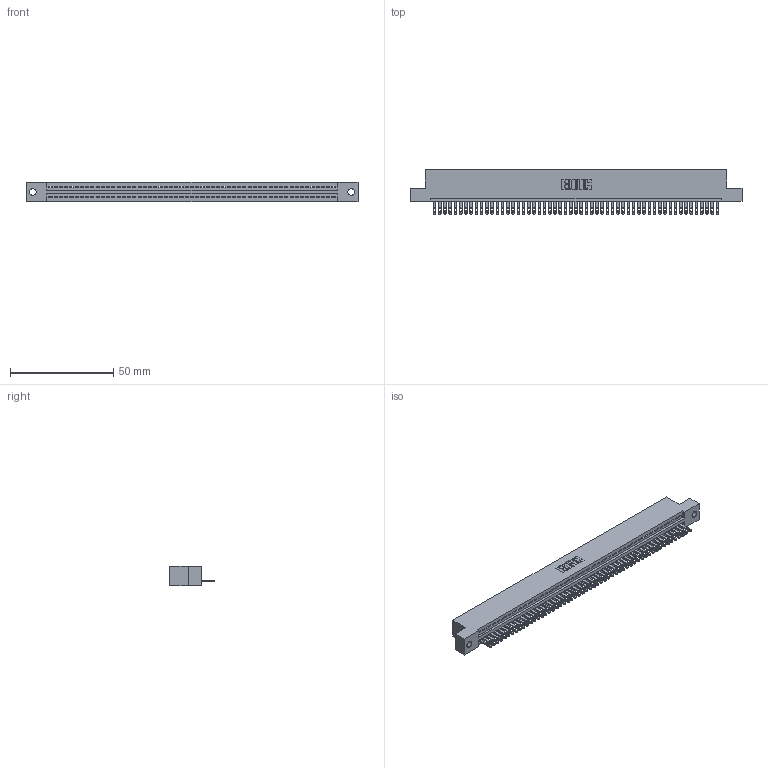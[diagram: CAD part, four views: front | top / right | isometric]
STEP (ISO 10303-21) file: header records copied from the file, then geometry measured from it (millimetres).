
FILE_DESCRIPTION (( 'STEP AP203' ), '1' );
FILE_NAME ('345-055-500-102.STEP', '2019-10-10T01:16:48', ( '' ), ( '' ), 'SwSTEP 2.0', 'SolidWorks 2016', '' );
FILE_SCHEMA (( 'CONFIG_CONTROL_DESIGN' ));
Length unit declared in the file: inch
Products named in the file (3): 345-055-500-102; 345-292-001_345-293-100; 345 Part_Flush Mounting Lugs - 0.128 Dia
Assembly tree (56 placements, depth 2):
  345-055-500-102
    345 Part_Flush Mounting Lugs - 0.128 Dia
    345-292-001_345-293-100  x55
Bounding box: 160.91 x 21.51 x 9.4 mm (x, y, z)
Volume: 15387.1 mm3; surface area: 20476.8 mm2
Topology: 56 solids, 56 shells, 3096 faces, 9581 edges, 6386 vertices
Faces by surface type: plane 1950, cylinder 1146
Entity records: 39577 total; most frequent: CARTESIAN_POINT 6861, ORIENTED_EDGE 6850, DIRECTION 5975, EDGE_CURVE 3425, VECTOR 3069, LINE 3069, VERTEX_POINT 2282, AXIS2_PLACEMENT_3D 1453
